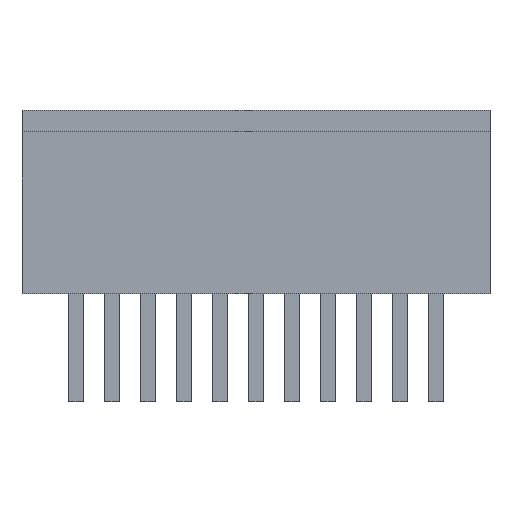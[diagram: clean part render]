
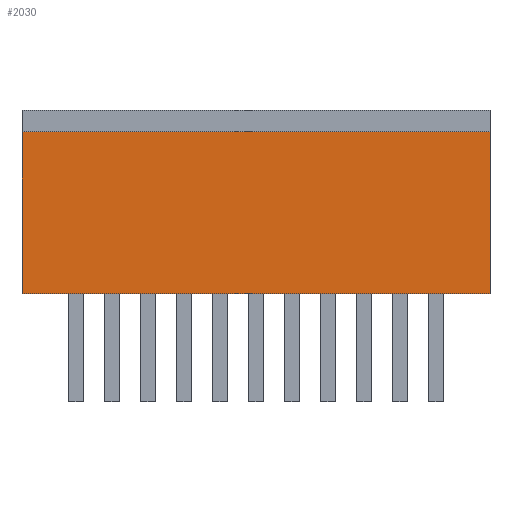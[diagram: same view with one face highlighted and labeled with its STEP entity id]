
A CAD part, top view. The second image highlights one B-rep face of the part: STEP entity #2030.
In plain terms, the highlighted planar face has unit normal (0, 0, 1).
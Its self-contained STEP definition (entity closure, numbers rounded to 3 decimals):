
#1 = VERTEX_POINT ( 'NONE', #1946 ) ;
#95 = EDGE_CURVE ( 'NONE', #1916, #1, #1437, .T. ) ;
#218 = EDGE_CURVE ( 'NONE', #1931, #1930, #1503, .T. ) ;
#219 = EDGE_CURVE ( 'NONE', #1, #1930, #1505, .T. ) ;
#220 = EDGE_CURVE ( 'NONE', #1916, #1931, #1507, .T. ) ;
#349 = EDGE_LOOP ( 'NONE', ( #662, #663, #664, #665 ) ) ;
#438 = CARTESIAN_POINT ( 'NONE',  ( 0., 0., 0. ) ) ;
#440 = DIRECTION ( 'NONE',  ( 1., 0., 0. ) ) ;
#443 = CARTESIAN_POINT ( 'NONE',  ( 6.5, 2.55, 0. ) ) ;
#444 = DIRECTION ( 'NONE',  ( 0., -1., 0. ) ) ;
#447 = CARTESIAN_POINT ( 'NONE',  ( -6.5, 2.55, 0. ) ) ;
#449 = DIRECTION ( 'NONE',  ( 0., -1., 0. ) ) ;
#662 = ORIENTED_EDGE ( 'NONE', *, *, #218, .T. ) ;
#663 = ORIENTED_EDGE ( 'NONE', *, *, #219, .F. ) ;
#664 = ORIENTED_EDGE ( 'NONE', *, *, #95, .F. ) ;
#665 = ORIENTED_EDGE ( 'NONE', *, *, #220, .T. ) ;
#917 = CARTESIAN_POINT ( 'NONE',  ( -6.5, 4.5, 0. ) ) ;
#931 = CARTESIAN_POINT ( 'NONE',  ( 6.5, 0., 0. ) ) ;
#932 = CARTESIAN_POINT ( 'NONE',  ( -6.5, 0., 0. ) ) ;
#1161 = AXIS2_PLACEMENT_3D ( 'NONE', #2073, #2074, #2075 ) ;
#1437 = LINE ( 'NONE', #2045, #1438 ) ;
#1438 = VECTOR ( 'NONE', #2046, 1000. ) ;
#1503 = LINE ( 'NONE', #438, #1504 ) ;
#1504 = VECTOR ( 'NONE', #440, 1000. ) ;
#1505 = LINE ( 'NONE', #443, #1506 ) ;
#1506 = VECTOR ( 'NONE', #444, 1000. ) ;
#1507 = LINE ( 'NONE', #447, #1508 ) ;
#1508 = VECTOR ( 'NONE', #449, 1000. ) ;
#1839 = FACE_OUTER_BOUND ( 'NONE', #349, .T. ) ;
#1916 = VERTEX_POINT ( 'NONE', #917 ) ;
#1930 = VERTEX_POINT ( 'NONE', #931 ) ;
#1931 = VERTEX_POINT ( 'NONE', #932 ) ;
#1946 = CARTESIAN_POINT ( 'NONE',  ( 6.5, 4.5, 0. ) ) ;
#2030 = ADVANCED_FACE ( 'NONE', ( #1839 ), #2072, .F. ) ;
#2045 = CARTESIAN_POINT ( 'NONE',  ( 0., 4.5, 0. ) ) ;
#2046 = DIRECTION ( 'NONE',  ( 1., 0., 0. ) ) ;
#2072 = PLANE ( 'NONE',  #1161 ) ;
#2073 = CARTESIAN_POINT ( 'NONE',  ( -6.5, 0., 0. ) ) ;
#2074 = DIRECTION ( 'NONE',  ( 0., 0., -1. ) ) ;
#2075 = DIRECTION ( 'NONE',  ( 0., 1., 0. ) ) ;
